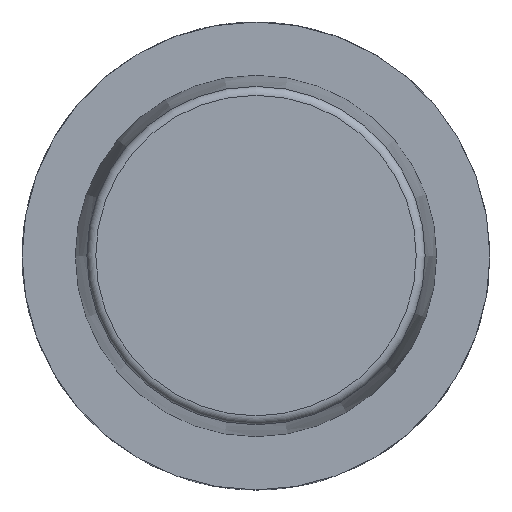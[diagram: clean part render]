
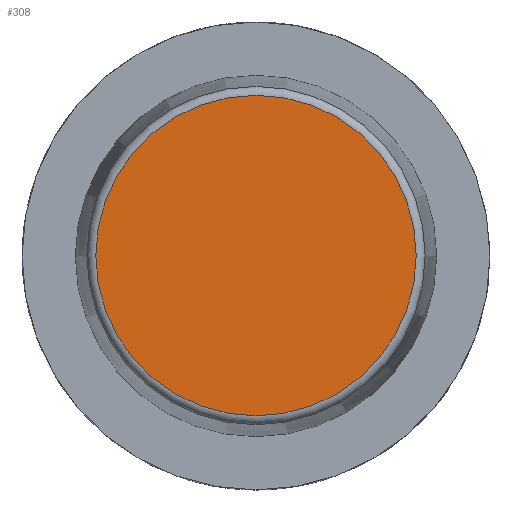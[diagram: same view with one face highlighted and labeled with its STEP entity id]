
A CAD part, top view. The second image highlights one B-rep face of the part: STEP entity #308.
In plain terms, the highlighted planar face has unit normal (0, 0, 1).
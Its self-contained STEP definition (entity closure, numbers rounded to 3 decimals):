
#105=FACE_OUTER_BOUND('',#447,.T.);
#308=ADVANCED_FACE('',(#105),#342,.F.);
#342=PLANE('',#1140);
#447=EDGE_LOOP('',(#672));
#672=ORIENTED_EDGE('',*,*,#952,.F.);
#826=VERTEX_POINT('',#1922);
#952=EDGE_CURVE('',#826,#826,#1015,.T.);
#1015=CIRCLE('',#1138,21.575);
#1138=AXIS2_PLACEMENT_3D('',#1921,#1383,#1384);
#1140=AXIS2_PLACEMENT_3D('',#1924,#1387,#1388);
#1383=DIRECTION('',(0.,0.,-1.));
#1384=DIRECTION('',(1.,0.,0.));
#1387=DIRECTION('',(0.,0.,-1.));
#1388=DIRECTION('',(1.,0.,0.));
#1921=CARTESIAN_POINT('',(0.,0.,32.));
#1922=CARTESIAN_POINT('',(21.575,0.,32.));
#1924=CARTESIAN_POINT('',(0.,0.,32.));
